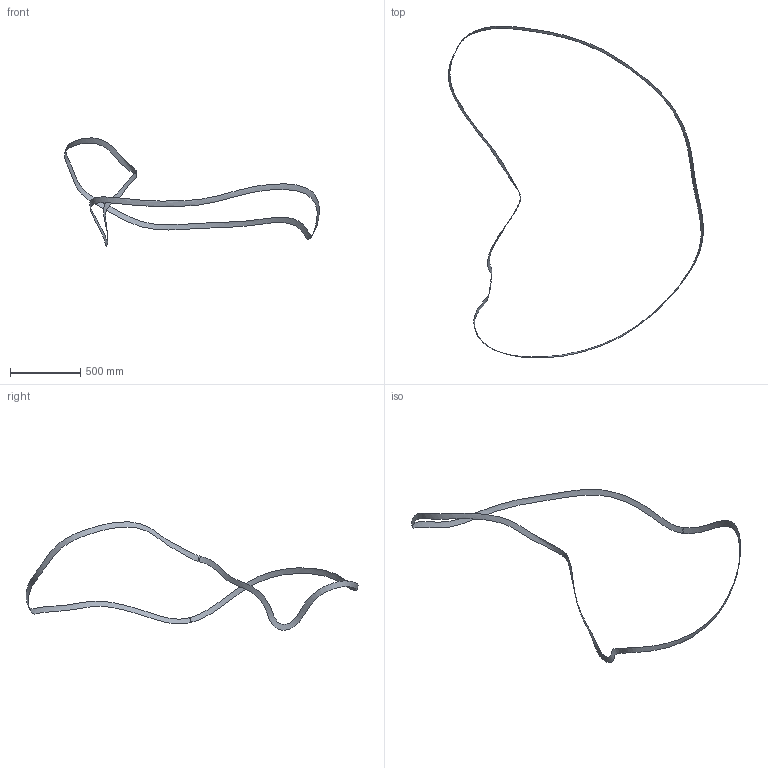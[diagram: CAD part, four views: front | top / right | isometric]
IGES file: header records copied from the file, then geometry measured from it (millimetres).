
Start section:  PTC IGES file: type_a_side_b_short.igs
Global section: file name: type_a_side_b_short.igs; native system: Pro/ENGINEER by Parametric Technology Corporation; preprocessor: 2005310; author: xdw; organization: Unknown; date: 060908.140221; units: inch
Bounding box: 1811.64 x 2357.46 x 769.56 mm (x, y, z)
Surface area: 311805.5 mm2 (no closed solid volume)
Topology: 0 solids, 0 shells, 4 faces, 16 edges, 16 vertices
Faces by surface type: bspline 4
